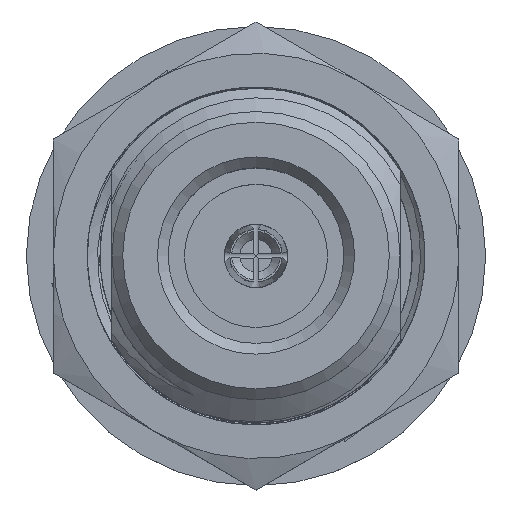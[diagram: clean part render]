
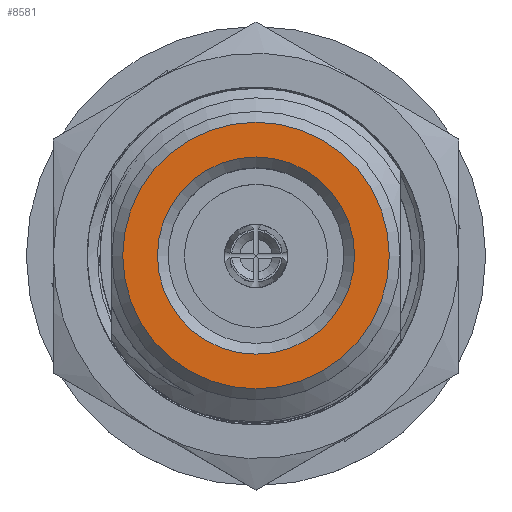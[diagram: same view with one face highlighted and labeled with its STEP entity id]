
A CAD part, top view. The second image highlights one B-rep face of the part: STEP entity #8581.
In plain terms, the highlighted planar face has unit normal (0, 0, 1).
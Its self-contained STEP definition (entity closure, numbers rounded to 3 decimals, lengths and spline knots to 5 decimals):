
#534 = PLANE ( 'NONE',  #50423 ) ;
#5720 = VERTEX_POINT ( 'NONE', #11672 ) ;
#8581 = ADVANCED_FACE ( 'NONE', ( #31932, #59010 ), #534, .F. ) ;
#11672 = CARTESIAN_POINT ( 'NONE',  ( 0.1825, 0., -0.01486 ) ) ;
#18109 = CARTESIAN_POINT ( 'NONE',  ( 0., 0., -0.01486 ) ) ;
#19218 = DIRECTION ( 'NONE',  ( 0., 0., -1. ) ) ;
#19388 = DIRECTION ( 'NONE',  ( 1., 0., 0. ) ) ;
#20047 = CARTESIAN_POINT ( 'NONE',  ( 0., 0.26667, -0.01486 ) ) ;
#21759 = CIRCLE ( 'NONE', #63665, 0.24667 ) ;
#26156 = DIRECTION ( 'NONE',  ( 0., 0., 1. ) ) ;
#26641 = EDGE_CURVE ( 'NONE', #63362, #63362, #21759, .T. ) ;
#31932 = FACE_OUTER_BOUND ( 'NONE', #68192, .T. ) ;
#43910 = EDGE_LOOP ( 'NONE', ( #52403 ) ) ;
#43950 = DIRECTION ( 'NONE',  ( 0., 0., -1. ) ) ;
#45635 = CARTESIAN_POINT ( 'NONE',  ( 0., 0., -0.01486 ) ) ;
#47361 = AXIS2_PLACEMENT_3D ( 'NONE', #45635, #26156, #19388 ) ;
#49126 = EDGE_CURVE ( 'NONE', #5720, #5720, #75814, .T. ) ;
#50231 = CARTESIAN_POINT ( 'NONE',  ( -0.24667, 0., -0.01486 ) ) ;
#50423 = AXIS2_PLACEMENT_3D ( 'NONE', #20047, #19218, #70495 ) ;
#52403 = ORIENTED_EDGE ( 'NONE', *, *, #49126, .F. ) ;
#57904 = DIRECTION ( 'NONE',  ( -1., 0., 0. ) ) ;
#59010 = FACE_BOUND ( 'NONE', #43910, .T. ) ;
#63362 = VERTEX_POINT ( 'NONE', #50231 ) ;
#63665 = AXIS2_PLACEMENT_3D ( 'NONE', #18109, #43950, #57904 ) ;
#66186 = ORIENTED_EDGE ( 'NONE', *, *, #26641, .F. ) ;
#68192 = EDGE_LOOP ( 'NONE', ( #66186 ) ) ;
#70495 = DIRECTION ( 'NONE',  ( -1., 0., 0. ) ) ;
#75814 = CIRCLE ( 'NONE', #47361, 0.1825 ) ;
